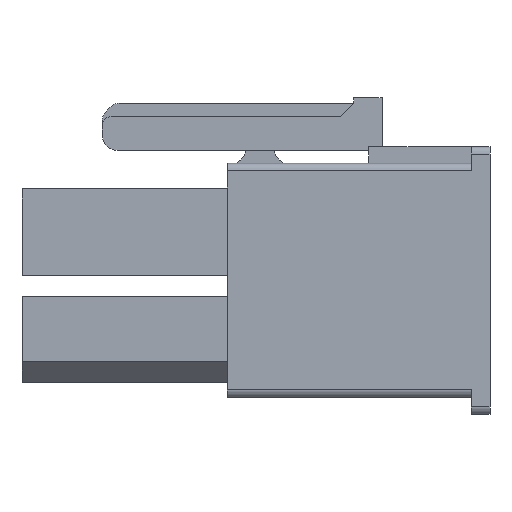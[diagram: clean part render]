
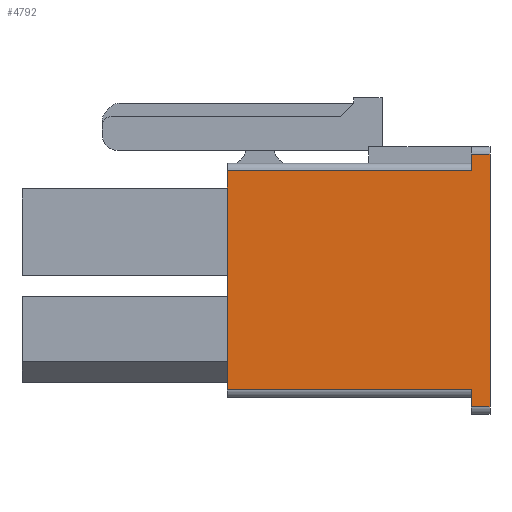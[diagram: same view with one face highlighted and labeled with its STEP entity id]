
A CAD part, left-side view. The second image highlights one B-rep face of the part: STEP entity #4792.
In plain terms, the highlighted planar face has unit normal (-1, 0, 0).
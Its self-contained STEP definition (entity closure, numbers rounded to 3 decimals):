
#518=ORIENTED_EDGE('',*,*,#1867,.T.);
#519=ORIENTED_EDGE('',*,*,#1868,.T.);
#520=ORIENTED_EDGE('',*,*,#1855,.T.);
#521=ORIENTED_EDGE('',*,*,#1869,.T.);
#522=ORIENTED_EDGE('',*,*,#1870,.F.);
#523=ORIENTED_EDGE('',*,*,#1871,.T.);
#524=ORIENTED_EDGE('',*,*,#1542,.T.);
#525=ORIENTED_EDGE('',*,*,#1872,.T.);
#1542=EDGE_CURVE('',#2231,#2230,#2671,.T.);
#1855=EDGE_CURVE('',#2506,#2507,#2967,.T.);
#1867=EDGE_CURVE('',#2514,#2515,#2975,.T.);
#1868=EDGE_CURVE('',#2515,#2506,#2976,.T.);
#1869=EDGE_CURVE('',#2507,#2516,#2977,.T.);
#1870=EDGE_CURVE('',#2517,#2516,#2978,.T.);
#1871=EDGE_CURVE('',#2517,#2231,#2979,.T.);
#1872=EDGE_CURVE('',#2230,#2514,#2980,.F.);
#2230=VERTEX_POINT('',#6732);
#2231=VERTEX_POINT('',#6734);
#2506=VERTEX_POINT('',#7372);
#2507=VERTEX_POINT('',#7373);
#2514=VERTEX_POINT('',#7394);
#2515=VERTEX_POINT('',#7395);
#2516=VERTEX_POINT('',#7398);
#2517=VERTEX_POINT('',#7400);
#2671=LINE('',#6733,#3325);
#2967=LINE('',#7371,#3621);
#2975=LINE('',#7393,#3629);
#2976=LINE('',#7396,#3630);
#2977=LINE('',#7397,#3631);
#2978=LINE('',#7399,#3632);
#2979=LINE('',#7401,#3633);
#2980=LINE('',#7402,#3634);
#3325=VECTOR('',#5414,1000.);
#3621=VECTOR('',#5844,1000.);
#3629=VECTOR('',#5864,1000.);
#3630=VECTOR('',#5865,1000.);
#3631=VECTOR('',#5866,1000.);
#3632=VECTOR('',#5867,1000.);
#3633=VECTOR('',#5868,1000.);
#3634=VECTOR('',#5869,1000.);
#3995=EDGE_LOOP('',(#518,#519,#520,#521,#522,#523,#524,#525));
#4277=FACE_BOUND('',#3995,.T.);
#4541=PLANE('',#5097);
#4792=ADVANCED_FACE('',(#4277),#4541,.T.);
#5097=AXIS2_PLACEMENT_3D('',#7392,#5862,#5863);
#5414=DIRECTION('',(0.,0.,1.));
#5844=DIRECTION('',(0.,0.,-1.));
#5862=DIRECTION('',(-1.,0.,0.));
#5863=DIRECTION('',(0.,0.,1.));
#5864=DIRECTION('',(0.,0.,-1.));
#5865=DIRECTION('',(0.,1.,0.));
#5866=DIRECTION('',(0.,-1.,0.));
#5867=DIRECTION('',(0.,0.,1.));
#5868=DIRECTION('',(0.,-1.,0.));
#5869=DIRECTION('',(0.,-1.,0.));
#6732=CARTESIAN_POINT('',(-6.025,-14.,6.73));
#6733=CARTESIAN_POINT('',(-6.025,-14.,-6.23));
#6734=CARTESIAN_POINT('',(-6.025,-14.,-6.73));
#7371=CARTESIAN_POINT('',(-6.025,0.,6.23));
#7372=CARTESIAN_POINT('',(-6.025,0.,5.83));
#7373=CARTESIAN_POINT('',(-6.025,0.,-5.83));
#7392=CARTESIAN_POINT('',(-6.025,0.,0.));
#7393=CARTESIAN_POINT('',(-6.025,-13.,7.13));
#7394=CARTESIAN_POINT('',(-6.025,-13.,6.73));
#7395=CARTESIAN_POINT('',(-6.025,-13.,5.83));
#7396=CARTESIAN_POINT('',(-6.025,0.,5.83));
#7397=CARTESIAN_POINT('',(-6.025,0.,-5.83));
#7398=CARTESIAN_POINT('',(-6.025,-13.,-5.83));
#7399=CARTESIAN_POINT('',(-6.025,-13.,-7.13));
#7400=CARTESIAN_POINT('',(-6.025,-13.,-6.73));
#7401=CARTESIAN_POINT('',(-6.025,-14.,-6.73));
#7402=CARTESIAN_POINT('',(-6.025,0.,6.73));
